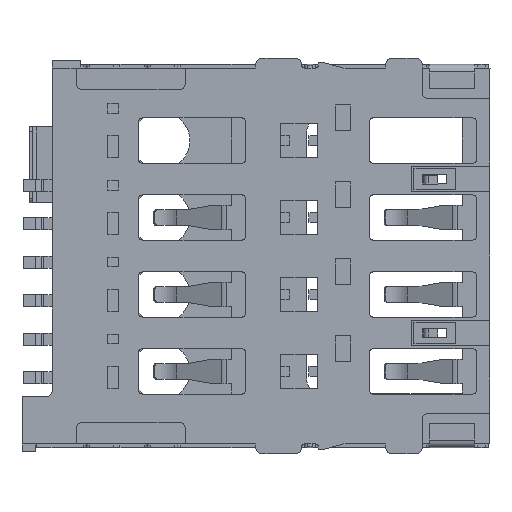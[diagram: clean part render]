
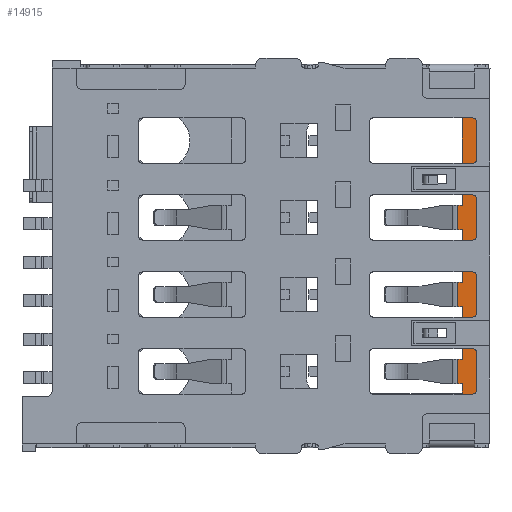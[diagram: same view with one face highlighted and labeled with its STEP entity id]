
A CAD part, front view. The second image highlights one B-rep face of the part: STEP entity #14915.
In plain terms, the highlighted planar face has unit normal (0, -1, 0).
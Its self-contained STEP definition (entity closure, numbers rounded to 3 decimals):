
#151 = FACE_OUTER_BOUND ( 'NONE', #17293, .T. ) ;
#393 = CARTESIAN_POINT ( 'NONE',  ( 6.436, 0.06, 0.865 ) ) ;
#544 = VECTOR ( 'NONE', #19985, 1000. ) ;
#1094 = LINE ( 'NONE', #17449, #544 ) ;
#1213 = EDGE_CURVE ( 'NONE', #12372, #7431, #29217, .T. ) ;
#1221 = VERTEX_POINT ( 'NONE', #10665 ) ;
#1557 = EDGE_CURVE ( 'NONE', #25664, #16058, #19814, .T. ) ;
#1718 = CARTESIAN_POINT ( 'NONE',  ( 6.586, 0.06, 0.865 ) ) ;
#1740 = CARTESIAN_POINT ( 'NONE',  ( 6.436, 0.06, -1.675 ) ) ;
#1952 = CARTESIAN_POINT ( 'NONE',  ( 6.586, 0.06, -0.875 ) ) ;
#2257 = LINE ( 'NONE', #30704, #10605 ) ;
#2333 = LINE ( 'NONE', #5829, #28931 ) ;
#2444 = VECTOR ( 'NONE', #39503, 1000. ) ;
#2679 = ORIENTED_EDGE ( 'NONE', *, *, #10693, .F. ) ;
#3120 = EDGE_CURVE ( 'NONE', #31608, #24801, #34444, .T. ) ;
#3139 = CARTESIAN_POINT ( 'NONE',  ( 6.436, 0.06, 1.665 ) ) ;
#3934 = CARTESIAN_POINT ( 'NONE',  ( 6.436, 0.06, 1.665 ) ) ;
#4566 = VERTEX_POINT ( 'NONE', #19010 ) ;
#5116 = EDGE_CURVE ( 'NONE', #26722, #31608, #36994, .T. ) ;
#5167 = CARTESIAN_POINT ( 'NONE',  ( 6.436, 0.06, -0.875 ) ) ;
#5792 = EDGE_CURVE ( 'NONE', #26839, #20875, #26738, .T. ) ;
#5829 = CARTESIAN_POINT ( 'NONE',  ( 7.059, 0.06, 4.555 ) ) ;
#7261 = LINE ( 'NONE', #16811, #12663 ) ;
#7431 = VERTEX_POINT ( 'NONE', #12354 ) ;
#7762 = CARTESIAN_POINT ( 'NONE',  ( 6.586, 0.06, -1.675 ) ) ;
#7984 = LINE ( 'NONE', #27322, #16655 ) ;
#8247 = LINE ( 'NONE', #5167, #21158 ) ;
#9986 = CARTESIAN_POINT ( 'NONE',  ( 6.586, 0.06, -1.675 ) ) ;
#10556 = ORIENTED_EDGE ( 'NONE', *, *, #21935, .F. ) ;
#10605 = VECTOR ( 'NONE', #21567, 1000. ) ;
#10665 = CARTESIAN_POINT ( 'NONE',  ( 7.059, 0.06, -4.565 ) ) ;
#10686 = DIRECTION ( 'NONE',  ( 0., 0., 1. ) ) ;
#10693 = EDGE_CURVE ( 'NONE', #4566, #24821, #37328, .T. ) ;
#10911 = CARTESIAN_POINT ( 'NONE',  ( 6.586, 0.06, -0.875 ) ) ;
#11432 = VECTOR ( 'NONE', #11636, 1000. ) ;
#11446 = CARTESIAN_POINT ( 'NONE',  ( 6.586, 0.06, -3.415 ) ) ;
#11636 = DIRECTION ( 'NONE',  ( -1., 0., 0. ) ) ;
#12354 = CARTESIAN_POINT ( 'NONE',  ( 6.436, 0.06, -1.675 ) ) ;
#12372 = VERTEX_POINT ( 'NONE', #9986 ) ;
#12663 = VECTOR ( 'NONE', #26594, 1000. ) ;
#13018 = DIRECTION ( 'NONE',  ( 0., 0., 1. ) ) ;
#13276 = EDGE_CURVE ( 'NONE', #20875, #1221, #2333, .T. ) ;
#14021 = EDGE_CURVE ( 'NONE', #1221, #34723, #23731, .T. ) ;
#14449 = ORIENTED_EDGE ( 'NONE', *, *, #31989, .F. ) ;
#14915 = ADVANCED_FACE ( 'NONE', ( #151 ), #19430, .T. ) ;
#14957 = VECTOR ( 'NONE', #17118, 1000. ) ;
#15092 = DIRECTION ( 'NONE',  ( 1., 0., 0. ) ) ;
#16007 = EDGE_CURVE ( 'NONE', #7431, #31502, #27462, .T. ) ;
#16058 = VERTEX_POINT ( 'NONE', #11446 ) ;
#16072 = DIRECTION ( 'NONE',  ( 0., -1., 0. ) ) ;
#16655 = VECTOR ( 'NONE', #36482, 1000. ) ;
#16811 = CARTESIAN_POINT ( 'NONE',  ( 6.586, 0.06, 1.665 ) ) ;
#17118 = DIRECTION ( 'NONE',  ( -1., 0., 0. ) ) ;
#17250 = VECTOR ( 'NONE', #13018, 1000. ) ;
#17293 = EDGE_LOOP ( 'NONE', ( #14449, #19633, #24726, #29910, #26446, #24186, #28243, #20860, #30617, #40420, #21726, #30504, #10556, #25750, #26121, #2679 ) ) ;
#17449 = CARTESIAN_POINT ( 'NONE',  ( 6.586, 0.06, -4.565 ) ) ;
#17607 = CARTESIAN_POINT ( 'NONE',  ( 6.586, 0.06, 0.865 ) ) ;
#17882 = DIRECTION ( 'NONE',  ( 0., 0., 1. ) ) ;
#18232 = CARTESIAN_POINT ( 'NONE',  ( 6.586, 0.06, 4.555 ) ) ;
#18615 = DIRECTION ( 'NONE',  ( -1., 0., 0. ) ) ;
#19010 = CARTESIAN_POINT ( 'NONE',  ( 6.586, 0.06, -4.215 ) ) ;
#19430 = PLANE ( 'NONE',  #35408 ) ;
#19514 = DIRECTION ( 'NONE',  ( 1., 0., 0. ) ) ;
#19633 = ORIENTED_EDGE ( 'NONE', *, *, #14021, .F. ) ;
#19814 = LINE ( 'NONE', #32287, #35605 ) ;
#19985 = DIRECTION ( 'NONE',  ( 0., 0., 1. ) ) ;
#20064 = VECTOR ( 'NONE', #39402, 1000. ) ;
#20430 = DIRECTION ( 'NONE',  ( 1., 0., 0. ) ) ;
#20860 = ORIENTED_EDGE ( 'NONE', *, *, #5116, .F. ) ;
#20875 = VERTEX_POINT ( 'NONE', #32189 ) ;
#21030 = EDGE_CURVE ( 'NONE', #24821, #25664, #2257, .T. ) ;
#21158 = VECTOR ( 'NONE', #15092, 1000. ) ;
#21427 = DIRECTION ( 'NONE',  ( 0., 0., -1. ) ) ;
#21557 = CARTESIAN_POINT ( 'NONE',  ( 6.586, 0.06, -4.215 ) ) ;
#21567 = DIRECTION ( 'NONE',  ( 0., 0., 1. ) ) ;
#21726 = ORIENTED_EDGE ( 'NONE', *, *, #16007, .F. ) ;
#21896 = EDGE_CURVE ( 'NONE', #33192, #26722, #28048, .T. ) ;
#21935 = EDGE_CURVE ( 'NONE', #16058, #12372, #7984, .T. ) ;
#22945 = VECTOR ( 'NONE', #19514, 1000. ) ;
#23146 = VECTOR ( 'NONE', #18615, 1000. ) ;
#23731 = LINE ( 'NONE', #27028, #2444 ) ;
#23860 = CARTESIAN_POINT ( 'NONE',  ( 6.436, 0.06, -0.875 ) ) ;
#24029 = CARTESIAN_POINT ( 'NONE',  ( 6.586, 0.06, 4.555 ) ) ;
#24186 = ORIENTED_EDGE ( 'NONE', *, *, #40524, .F. ) ;
#24726 = ORIENTED_EDGE ( 'NONE', *, *, #13276, .F. ) ;
#24801 = VERTEX_POINT ( 'NONE', #3934 ) ;
#24821 = VERTEX_POINT ( 'NONE', #29481 ) ;
#25095 = CARTESIAN_POINT ( 'NONE',  ( 6.436, 0.06, 0.865 ) ) ;
#25664 = VERTEX_POINT ( 'NONE', #28085 ) ;
#25750 = ORIENTED_EDGE ( 'NONE', *, *, #1557, .F. ) ;
#26121 = ORIENTED_EDGE ( 'NONE', *, *, #21030, .F. ) ;
#26446 = ORIENTED_EDGE ( 'NONE', *, *, #28182, .F. ) ;
#26594 = DIRECTION ( 'NONE',  ( 0., 0., 1. ) ) ;
#26722 = VERTEX_POINT ( 'NONE', #17607 ) ;
#26738 = LINE ( 'NONE', #24029, #20064 ) ;
#26839 = VERTEX_POINT ( 'NONE', #18232 ) ;
#27028 = CARTESIAN_POINT ( 'NONE',  ( 7.059, 0.06, -4.565 ) ) ;
#27322 = CARTESIAN_POINT ( 'NONE',  ( 6.586, 0.06, -3.415 ) ) ;
#27462 = LINE ( 'NONE', #1740, #40122 ) ;
#27958 = CARTESIAN_POINT ( 'NONE',  ( 6.586, 0.06, 1.665 ) ) ;
#28048 = LINE ( 'NONE', #10911, #35954 ) ;
#28085 = CARTESIAN_POINT ( 'NONE',  ( 6.436, 0.06, -3.415 ) ) ;
#28182 = EDGE_CURVE ( 'NONE', #34960, #26839, #7261, .T. ) ;
#28243 = ORIENTED_EDGE ( 'NONE', *, *, #3120, .F. ) ;
#28931 = VECTOR ( 'NONE', #21427, 1000. ) ;
#29217 = LINE ( 'NONE', #7762, #14957 ) ;
#29481 = CARTESIAN_POINT ( 'NONE',  ( 6.436, 0.06, -4.215 ) ) ;
#29910 = ORIENTED_EDGE ( 'NONE', *, *, #5792, .F. ) ;
#30504 = ORIENTED_EDGE ( 'NONE', *, *, #1213, .F. ) ;
#30617 = ORIENTED_EDGE ( 'NONE', *, *, #21896, .F. ) ;
#30704 = CARTESIAN_POINT ( 'NONE',  ( 6.436, 0.06, -4.215 ) ) ;
#31355 = CARTESIAN_POINT ( 'NONE',  ( 6.586, 0.06, -4.565 ) ) ;
#31502 = VERTEX_POINT ( 'NONE', #23860 ) ;
#31608 = VERTEX_POINT ( 'NONE', #25095 ) ;
#31988 = LINE ( 'NONE', #3139, #22945 ) ;
#31989 = EDGE_CURVE ( 'NONE', #34723, #4566, #1094, .T. ) ;
#32110 = DIRECTION ( 'NONE',  ( 0., 0., -1. ) ) ;
#32189 = CARTESIAN_POINT ( 'NONE',  ( 7.059, 0.06, 4.555 ) ) ;
#32287 = CARTESIAN_POINT ( 'NONE',  ( 6.436, 0.06, -3.415 ) ) ;
#32494 = EDGE_CURVE ( 'NONE', #31502, #33192, #8247, .T. ) ;
#33192 = VERTEX_POINT ( 'NONE', #1952 ) ;
#34444 = LINE ( 'NONE', #393, #17250 ) ;
#34723 = VERTEX_POINT ( 'NONE', #31355 ) ;
#34960 = VERTEX_POINT ( 'NONE', #27958 ) ;
#35408 = AXIS2_PLACEMENT_3D ( 'NONE', #35444, #16072, #32110 ) ;
#35444 = CARTESIAN_POINT ( 'NONE',  ( 0., 0.06, 0. ) ) ;
#35605 = VECTOR ( 'NONE', #20430, 1000. ) ;
#35954 = VECTOR ( 'NONE', #10686, 1000. ) ;
#36482 = DIRECTION ( 'NONE',  ( 0., 0., 1. ) ) ;
#36994 = LINE ( 'NONE', #1718, #11432 ) ;
#37328 = LINE ( 'NONE', #21557, #23146 ) ;
#39402 = DIRECTION ( 'NONE',  ( 1., 0., 0. ) ) ;
#39503 = DIRECTION ( 'NONE',  ( -1., 0., 0. ) ) ;
#40122 = VECTOR ( 'NONE', #17882, 1000. ) ;
#40420 = ORIENTED_EDGE ( 'NONE', *, *, #32494, .F. ) ;
#40524 = EDGE_CURVE ( 'NONE', #24801, #34960, #31988, .T. ) ;
